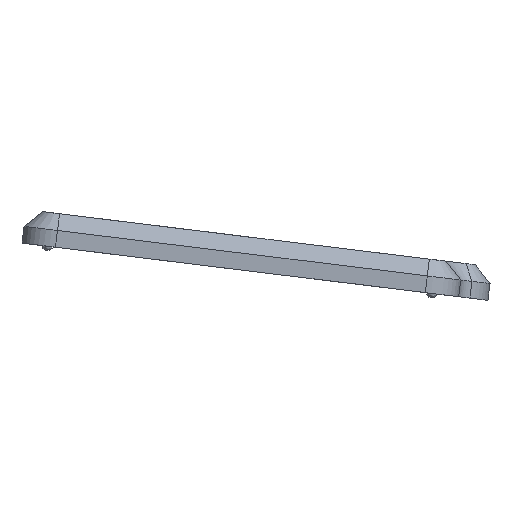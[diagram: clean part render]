
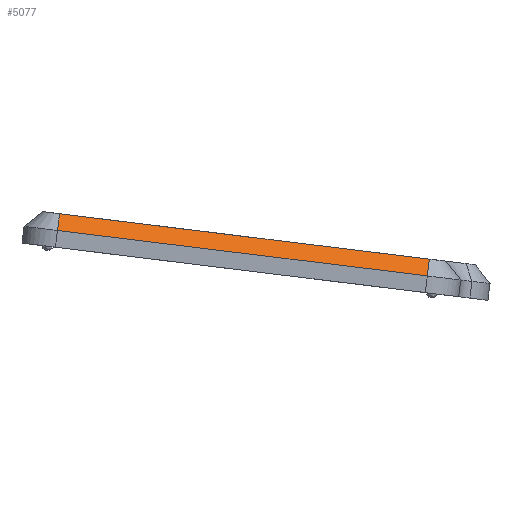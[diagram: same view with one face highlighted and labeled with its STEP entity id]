
A CAD part, left-side view. The second image highlights one B-rep face of the part: STEP entity #5077.
In plain terms, the highlighted planar face has unit normal (-0.707, -0.086, 0.702).
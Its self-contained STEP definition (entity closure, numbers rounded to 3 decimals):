
#152=FACE_OUTER_BOUND('',#426,.T.);
#426=EDGE_LOOP('',(#3417,#3418,#3419,#3420));
#712=LINE('',#7068,#1398);
#753=LINE('',#7166,#1439);
#754=LINE('',#7169,#1440);
#755=LINE('',#7170,#1441);
#1398=VECTOR('',#5712,10.);
#1439=VECTOR('',#5795,10.);
#1440=VECTOR('',#5798,10.);
#1441=VECTOR('',#5799,10.);
#2086=VERTEX_POINT('',#7065);
#2087=VERTEX_POINT('',#7067);
#2123=VERTEX_POINT('',#7164);
#2124=VERTEX_POINT('',#7168);
#2586=EDGE_CURVE('',#2087,#2086,#712,.T.);
#2636=EDGE_CURVE('',#2123,#2086,#753,.T.);
#2637=EDGE_CURVE('',#2124,#2087,#754,.T.);
#2638=EDGE_CURVE('',#2123,#2124,#755,.T.);
#3417=ORIENTED_EDGE('',*,*,#2637,.T.);
#3418=ORIENTED_EDGE('',*,*,#2586,.T.);
#3419=ORIENTED_EDGE('',*,*,#2636,.F.);
#3420=ORIENTED_EDGE('',*,*,#2638,.T.);
#4835=PLANE('',#5375);
#5077=ADVANCED_FACE('',(#152),#4835,.T.);
#5375=AXIS2_PLACEMENT_3D('',#7167,#5796,#5797);
#5712=DIRECTION('',(0.,0.993,0.122));
#5795=DIRECTION('',(0.707,-0.086,0.702));
#5796=DIRECTION('center_axis',(-0.707,-0.086,0.702));
#5797=DIRECTION('ref_axis',(0.707,-0.086,0.702));
#5798=DIRECTION('',(0.707,-0.086,0.702));
#5799=DIRECTION('',(0.,-0.993,-0.122));
#7065=CARTESIAN_POINT('',(-180.439,42.827,33.122));
#7067=CARTESIAN_POINT('',(-180.439,-44.984,22.34));
#7068=CARTESIAN_POINT('',(-180.439,23.108,30.7));
#7164=CARTESIAN_POINT('',(-184.439,43.315,29.151));
#7166=CARTESIAN_POINT('',(-184.439,43.315,29.151));
#7167=CARTESIAN_POINT('Origin',(-182.439,23.351,28.715));
#7168=CARTESIAN_POINT('',(-184.439,-44.497,18.37));
#7169=CARTESIAN_POINT('',(-184.439,-44.497,18.37));
#7170=CARTESIAN_POINT('',(-184.439,23.595,26.73));
